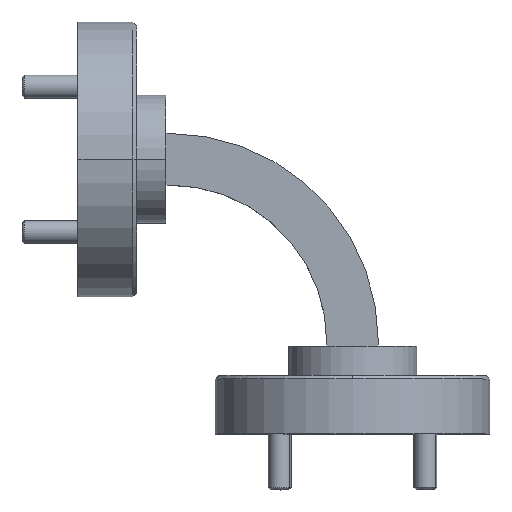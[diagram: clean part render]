
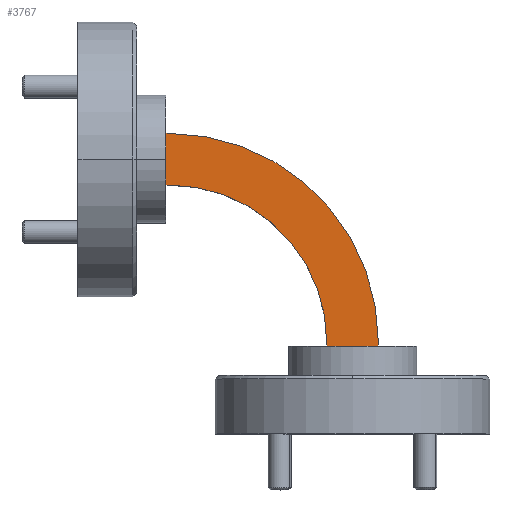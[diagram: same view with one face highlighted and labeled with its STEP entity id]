
A CAD part, top view. The second image highlights one B-rep face of the part: STEP entity #3767.
In plain terms, the highlighted planar face has unit normal (0, 0, 1).
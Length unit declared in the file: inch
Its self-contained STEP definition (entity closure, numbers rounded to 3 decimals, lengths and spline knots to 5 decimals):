
#4 = DIRECTION ( 'NONE',  ( 0., -1., 0. ) ) ;
#27 = EDGE_CURVE ( 'NONE', #4274, #3363, #1204, .T. ) ;
#208 = AXIS2_PLACEMENT_3D ( 'NONE', #1191, #4144, #4101 ) ;
#574 = VECTOR ( 'NONE', #4, 39.37008 ) ;
#671 = VECTOR ( 'NONE', #1923, 39.37008 ) ;
#884 = LINE ( 'NONE', #2086, #2352 ) ;
#961 = EDGE_CURVE ( 'NONE', #2589, #4493, #4410, .T. ) ;
#990 = EDGE_CURVE ( 'NONE', #2141, #3962, #884, .T. ) ;
#1030 = ORIENTED_EDGE ( 'NONE', *, *, #27, .T. ) ;
#1094 = DIRECTION ( 'NONE',  ( 0., -1., 0. ) ) ;
#1143 = EDGE_CURVE ( 'NONE', #3363, #3368, #4684, .T. ) ;
#1191 = CARTESIAN_POINT ( 'NONE',  ( 0.25, -0.5, 0.101 ) ) ;
#1198 = LINE ( 'NONE', #1224, #671 ) ;
#1204 = CIRCLE ( 'NONE', #208, 0.4295 ) ;
#1224 = CARTESIAN_POINT ( 'NONE',  ( 0.25, -0.0705, 0.101 ) ) ;
#1244 = EDGE_CURVE ( 'NONE', #4274, #2141, #1198, .T. ) ;
#1270 = VECTOR ( 'NONE', #1846, 39.37008 ) ;
#1462 = ORIENTED_EDGE ( 'NONE', *, *, #3823, .F. ) ;
#1477 = ORIENTED_EDGE ( 'NONE', *, *, #1143, .T. ) ;
#1537 = ORIENTED_EDGE ( 'NONE', *, *, #961, .F. ) ;
#1603 = EDGE_LOOP ( 'NONE', ( #1462, #4303, #1537, #1696, #1933, #3322, #1030, #1477 ) ) ;
#1645 = CARTESIAN_POINT ( 'NONE',  ( 0.24, 0.0705, 0.101 ) ) ;
#1696 = ORIENTED_EDGE ( 'NONE', *, *, #3497, .T. ) ;
#1751 = CARTESIAN_POINT ( 'NONE',  ( 0.25, -0.0705, 0.101 ) ) ;
#1846 = DIRECTION ( 'NONE',  ( -1., 0., 0. ) ) ;
#1869 = LINE ( 'NONE', #4020, #1270 ) ;
#1877 = LINE ( 'NONE', #3690, #3373 ) ;
#1923 = DIRECTION ( 'NONE',  ( -1., 0., 0. ) ) ;
#1933 = ORIENTED_EDGE ( 'NONE', *, *, #990, .F. ) ;
#2002 = DIRECTION ( 'NONE',  ( 0., 0., -1. ) ) ;
#2021 = CARTESIAN_POINT ( 'NONE',  ( 0.8205, -0.51, 0.101 ) ) ;
#2065 = CARTESIAN_POINT ( 'NONE',  ( 0.24, -0.0705, 0.101 ) ) ;
#2086 = CARTESIAN_POINT ( 'NONE',  ( 0.24, -0.0705, 0.101 ) ) ;
#2141 = VERTEX_POINT ( 'NONE', #2065 ) ;
#2154 = DIRECTION ( 'NONE',  ( 0., 0., 1. ) ) ;
#2189 = CARTESIAN_POINT ( 'NONE',  ( 0.25, -0.0705, 0.101 ) ) ;
#2352 = VECTOR ( 'NONE', #3519, 39.37008 ) ;
#2575 = VECTOR ( 'NONE', #1094, 39.37008 ) ;
#2589 = VERTEX_POINT ( 'NONE', #3329 ) ;
#2880 = AXIS2_PLACEMENT_3D ( 'NONE', #3860, #2002, #4612 ) ;
#2959 = DIRECTION ( 'NONE',  ( -1., 0., 0. ) ) ;
#3044 = EDGE_CURVE ( 'NONE', #4493, #4474, #4350, .T. ) ;
#3322 = ORIENTED_EDGE ( 'NONE', *, *, #1244, .F. ) ;
#3329 = CARTESIAN_POINT ( 'NONE',  ( 0.25, 0.0705, 0.101 ) ) ;
#3363 = VERTEX_POINT ( 'NONE', #3885 ) ;
#3368 = VERTEX_POINT ( 'NONE', #3862 ) ;
#3373 = VECTOR ( 'NONE', #2959, 39.37008 ) ;
#3497 = EDGE_CURVE ( 'NONE', #2589, #3962, #1877, .T. ) ;
#3519 = DIRECTION ( 'NONE',  ( 0., 1., 0. ) ) ;
#3593 = CARTESIAN_POINT ( 'NONE',  ( 0.6795, -0.5, 0.101 ) ) ;
#3690 = CARTESIAN_POINT ( 'NONE',  ( 0.25, 0.0705, 0.101 ) ) ;
#3700 = CARTESIAN_POINT ( 'NONE',  ( 0.8205, -0.5, 0.101 ) ) ;
#3767 = ADVANCED_FACE ( 'NONE', ( #4335 ), #4698, .T. ) ;
#3773 = CARTESIAN_POINT ( 'NONE',  ( 0.8205, -0.5, 0.101 ) ) ;
#3775 = AXIS2_PLACEMENT_3D ( 'NONE', #1751, #2154, #4653 ) ;
#3823 = EDGE_CURVE ( 'NONE', #4474, #3368, #1869, .T. ) ;
#3860 = CARTESIAN_POINT ( 'NONE',  ( 0.25, -0.5, 0.101 ) ) ;
#3862 = CARTESIAN_POINT ( 'NONE',  ( 0.6795, -0.51, 0.101 ) ) ;
#3885 = CARTESIAN_POINT ( 'NONE',  ( 0.6795, -0.5, 0.101 ) ) ;
#3962 = VERTEX_POINT ( 'NONE', #1645 ) ;
#4020 = CARTESIAN_POINT ( 'NONE',  ( 0.25, -0.51, 0.101 ) ) ;
#4101 = DIRECTION ( 'NONE',  ( -1., 0., 0. ) ) ;
#4144 = DIRECTION ( 'NONE',  ( 0., 0., -1. ) ) ;
#4274 = VERTEX_POINT ( 'NONE', #2189 ) ;
#4303 = ORIENTED_EDGE ( 'NONE', *, *, #3044, .F. ) ;
#4335 = FACE_OUTER_BOUND ( 'NONE', #1603, .T. ) ;
#4350 = LINE ( 'NONE', #3700, #574 ) ;
#4410 = CIRCLE ( 'NONE', #2880, 0.5705 ) ;
#4474 = VERTEX_POINT ( 'NONE', #2021 ) ;
#4493 = VERTEX_POINT ( 'NONE', #3773 ) ;
#4612 = DIRECTION ( 'NONE',  ( -1., 0., 0. ) ) ;
#4653 = DIRECTION ( 'NONE',  ( 1., 0., 0. ) ) ;
#4684 = LINE ( 'NONE', #3593, #2575 ) ;
#4698 = PLANE ( 'NONE',  #3775 ) ;
